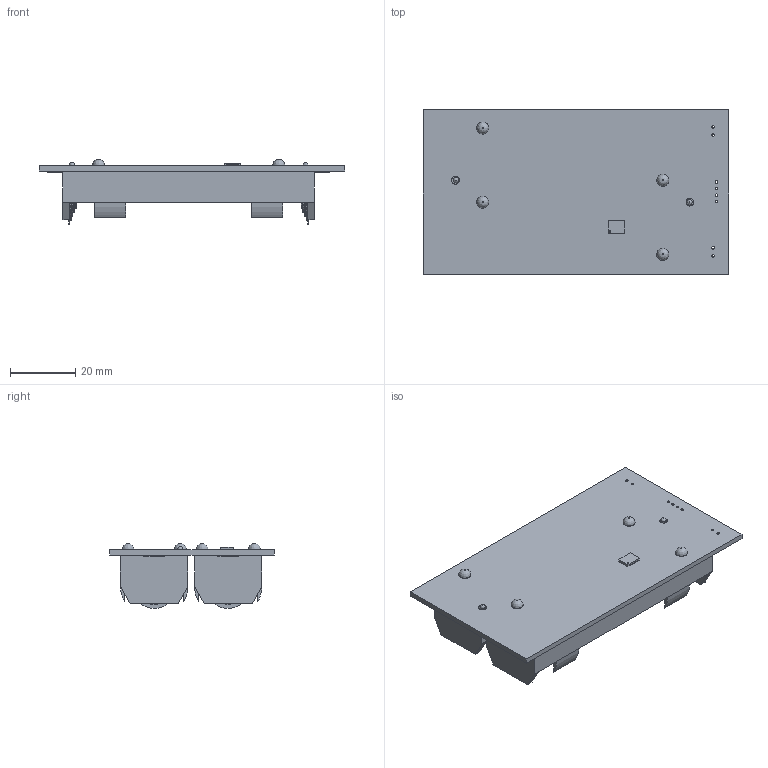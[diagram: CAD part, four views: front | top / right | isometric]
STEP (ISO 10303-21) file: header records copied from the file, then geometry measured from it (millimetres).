
FILE_DESCRIPTION(('KiCad electronic assembly'),'2;1');
FILE_NAME('BatteryBoard.step','2022-01-14T15:46:07',('Pcbnew'),('Kicad') ,'Open CASCADE STEP processor 7.5','KiCad to STEP converter','Unknown' );
FILE_SCHEMA(('AUTOMOTIVE_DESIGN { 1 0 10303 214 1 1 1 1 }'));
Length unit declared in the file: millimetre
Products named in the file (6): BatteryBoard 1; DFN-16-1EP_4x5mm_P0.5mm_EP2.44x4.34mm; SOLID; BatteryHolder_Keystone_1042_1x18650; COMPOUND; _autosave-5V Buck Converter PCB
Assembly tree (6 placements, depth 3):
  BatteryBoard 1
    DFN-16-1EP_4x5mm_P0.5mm_EP2.44x4.34mm
      SOLID
    BatteryHolder_Keystone_1042_1x18650  x2
      COMPOUND
    _autosave-5V Buck Converter PCB
Bounding box: 93.47 x 50.42 x 19.83 mm (x, y, z)
Volume: 19585.8 mm3; surface area: 24727.7 mm2
Topology: 20 solids, 20 shells, 302 faces, 752 edges, 490 vertices
Faces by surface type: bspline 282, cylinder 14, plane 6
Full cylindrical faces by diameter (mm): 0.75 x4, 0.8 x4, 2.39 x2, 3.45 x4
Entity records: 15051 total; most frequent: CARTESIAN_POINT 5917, B_SPLINE_CURVE_WITH_KNOTS 1352, ORIENTED_EDGE 1124, PCURVE 1124, DEFINITIONAL_REPRESENTATION 1124, EDGE_CURVE 562, SURFACE_CURVE 532, VERTEX_POINT 369
